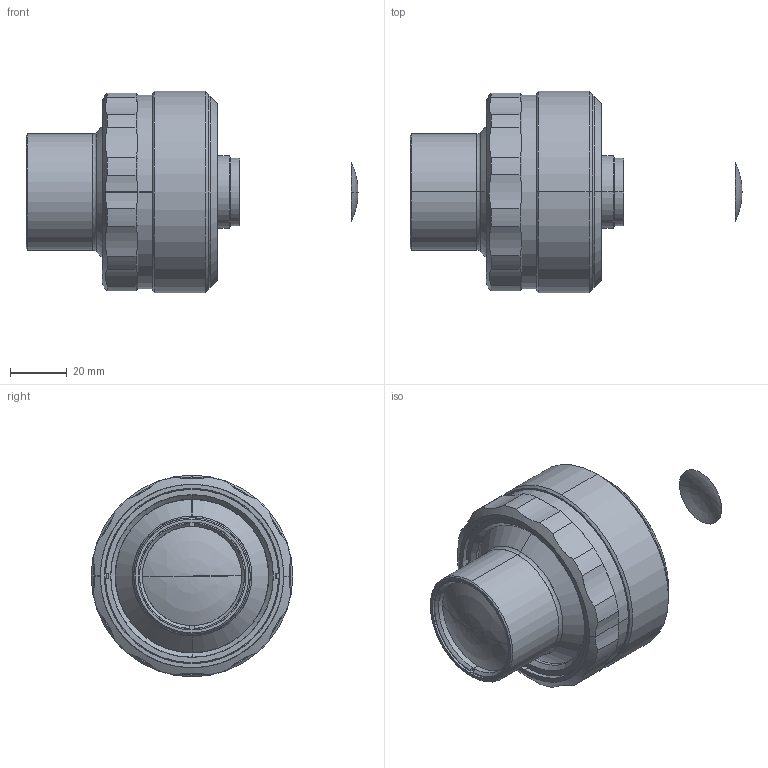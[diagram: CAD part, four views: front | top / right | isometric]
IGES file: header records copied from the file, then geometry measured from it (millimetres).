
Start section: SolidWorks IGES file using analytic representation for surfaces
Global section: file name: SW05020.IGS; native system: SolidWorks 2015; preprocessor: SolidWorks 2015; author: piermario; date: 160314.103542; units: millimetre
Bounding box: 116.87 x 71 x 71 mm (x, y, z)
Surface area: 29530.5 mm2 (no closed solid volume)
Topology: 0 solids, 0 shells, 119 faces, 2508 edges, 2507 vertices
Faces by surface type: revolution 90, bspline 29
